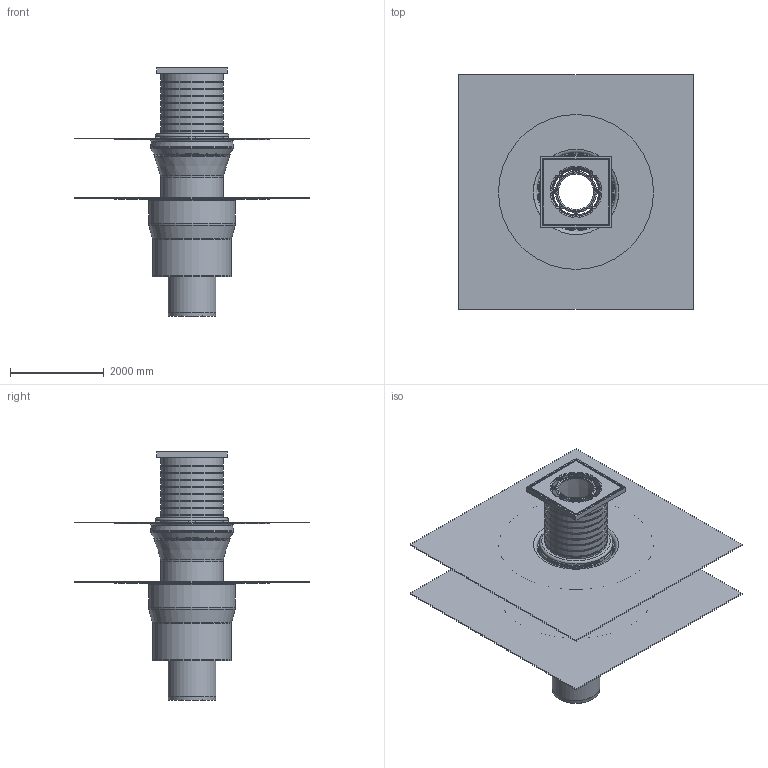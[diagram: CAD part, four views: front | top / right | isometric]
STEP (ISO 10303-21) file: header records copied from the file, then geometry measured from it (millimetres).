
FILE_DESCRIPTION(/* description */ (''),/* implementation_level */ '2;1');
FILE_NAME(/* name */ '16399.100X_3D.stp',/* time_stamp */ '2025-01-06T10:03:22+01:00',/* author */ ('c.rudolph'),/* organization */ (''),/* preprocessor_version */ 'ST-DEVELOPER v20',/* originating_system */ 'AutoCAD Mechanical',/* authorisation */ '');
FILE_SCHEMA (('AUTOMOTIVE_DESIGN { 1 0 10303 214 3 1 1 }'));
Length unit declared in the file: centimetre
Products named in the file (2): Product; *S0
Assembly tree (1 placements, depth 2):
  Product
    *S0
Bounding box: 5000 x 5000 x 5284.45 mm (x, y, z)
Volume: 3591461841 mm3; surface area: 243064889.9 mm2
Topology: 18 solids, 20 shells, 573 faces, 1345 edges, 854 vertices
Faces by surface type: cylinder 171, plane 169, torus 162, cone 63, sphere 8
Full cylindrical faces by diameter (mm): 35 x4, 80 x4, 105 x1, 750 x1, 780 x1, 980 x2, 1020 x4, 1030 x1, 1250 x2, 1280 x1, 1320 x8, 1330 x10, 1334 x1, 1400 x1, 1410 x2, 1450 x2, 1460 x4, 1500 x4, 1520 x2, 1622 x2, 1680 x2, 1700 x4, 1740 x4, 1770 x3, 1790 x2, 1848 x1, 3300 x2
Entity records: 17251 total; most frequent: DIRECTION 3291, CARTESIAN_POINT 3247, ORIENTED_EDGE 2688, AXIS2_PLACEMENT_3D 1434, EDGE_CURVE 1344, VERTEX_POINT 852, CIRCLE 842, EDGE_LOOP 672
